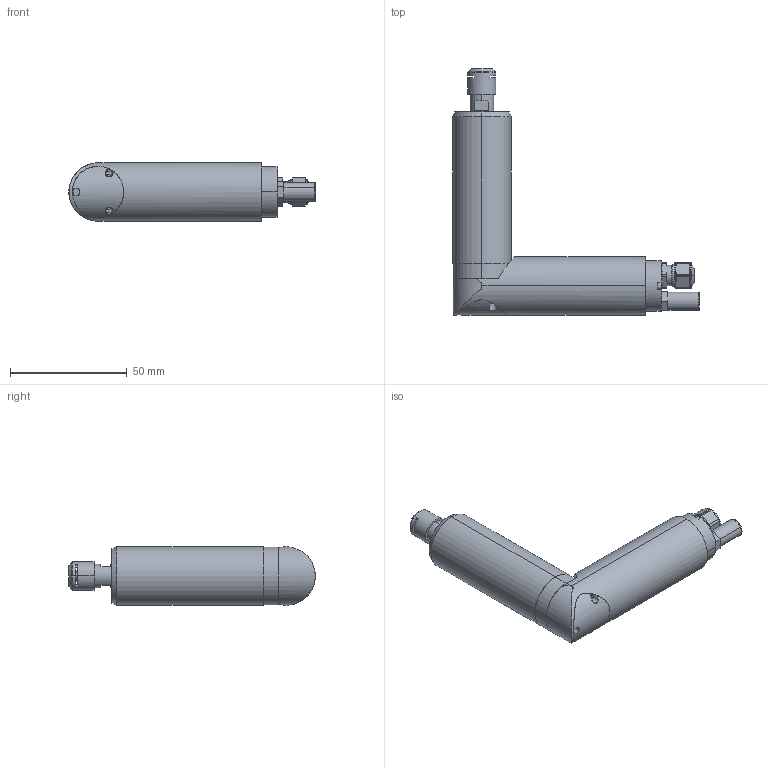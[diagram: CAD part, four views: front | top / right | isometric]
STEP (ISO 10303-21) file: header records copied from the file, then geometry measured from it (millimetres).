
FILE_DESCRIPTION (( 'STEP AP203' ), '1' );
FILE_NAME ('025S100S-02-.STEP', '2012-04-24T11:12:43', ( 'FM10CAD1' ), ( 'IBAG Switzerland AG' ), 'SwSTEP 2.0', 'SolidWorks 2010', '' );
FILE_SCHEMA (( 'CONFIG_CONTROL_DESIGN' ));
Length unit declared in the file: millimetre
Products named in the file (1): 025S100S-02-
Bounding box: 105.5 x 105.48 x 25 mm (x, y, z)
Surface area: 17954.7 mm2 (no closed solid volume)
Topology: 0 solids, 21 shells, 215 faces, 684 edges, 487 vertices
Faces by surface type: plane 102, cylinder 72, cone 23, torus 18
Entity records: 8177 total; most frequent: CARTESIAN_POINT 1964, DIRECTION 1373, ORIENTED_EDGE 1091, EDGE_CURVE 680, AXIS2_PLACEMENT_3D 520, VERTEX_POINT 487, VECTOR 333, LINE 333
